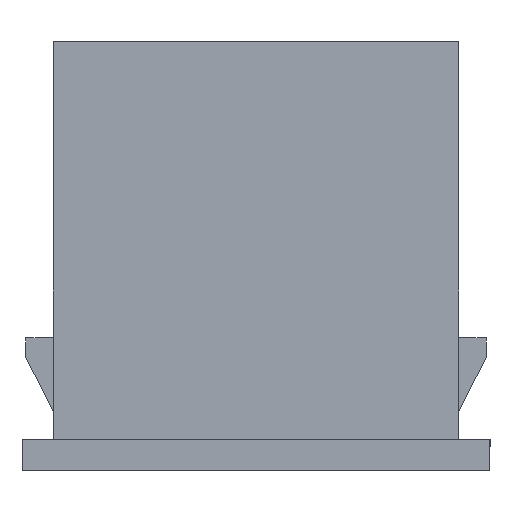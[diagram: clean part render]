
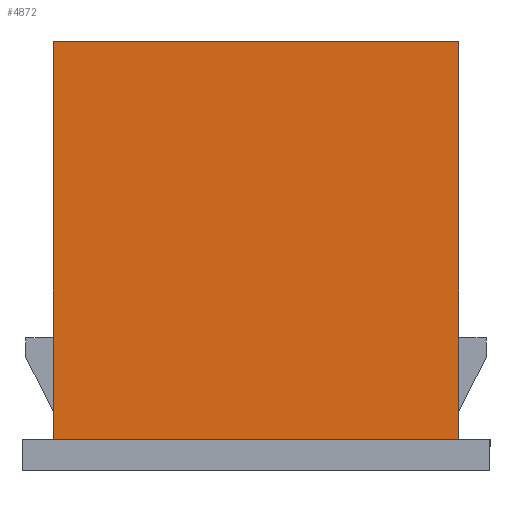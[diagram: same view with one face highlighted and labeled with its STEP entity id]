
A CAD part, front view. The second image highlights one B-rep face of the part: STEP entity #4872.
In plain terms, the highlighted planar face has unit normal (0, -1, 0).
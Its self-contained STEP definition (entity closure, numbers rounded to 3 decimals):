
#1724 = DIRECTION ( 'NONE',  ( 1., 0., 0. ) ) ;
#1725 = VECTOR ( 'NONE', #1724, 1000. ) ;
#1726 = CARTESIAN_POINT ( 'NONE',  ( 0., 0., -10.2 ) ) ;
#1727 = LINE ( 'NONE', #1726, #1725 ) ;
#1756 = DIRECTION ( 'NONE',  ( -1., 0., 0. ) ) ;
#1757 = VECTOR ( 'NONE', #1756, 1000. ) ;
#1758 = CARTESIAN_POINT ( 'NONE',  ( 0., 0., 0. ) ) ;
#1759 = DIRECTION ( 'NONE',  ( 1., 0., 0. ) ) ;
#1760 = DIRECTION ( 'NONE',  ( 0., 1., 0. ) ) ;
#1761 = CARTESIAN_POINT ( 'NONE',  ( 0., 0., 0. ) ) ;
#1762 = AXIS2_PLACEMENT_3D ( 'NONE', #1761, #1760, #1759 ) ;
#1763 = PLANE ( 'NONE',  #1762 ) ;
#1764 = LINE ( 'NONE', #1758, #1757 ) ;
#1765 = FACE_OUTER_BOUND ( 'NONE', #4847, .T. ) ;
#2347 = EDGE_CURVE ( 'NONE', #2438, #2348, #4124, .T. ) ;
#2348 = VERTEX_POINT ( 'NONE', #4120 ) ;
#2438 = VERTEX_POINT ( 'NONE', #4285 ) ;
#2444 = EDGE_CURVE ( 'NONE', #2456, #2454, #4339, .T. ) ;
#2454 = VERTEX_POINT ( 'NONE', #4321 ) ;
#2456 = VERTEX_POINT ( 'NONE', #4320 ) ;
#4120 = CARTESIAN_POINT ( 'NONE',  ( 0., 0., -10.2 ) ) ;
#4121 = DIRECTION ( 'NONE',  ( 0., 0., -1. ) ) ;
#4122 = VECTOR ( 'NONE', #4121, 1000. ) ;
#4123 = CARTESIAN_POINT ( 'NONE',  ( 0., 0., 0. ) ) ;
#4124 = LINE ( 'NONE', #4123, #4122 ) ;
#4285 = CARTESIAN_POINT ( 'NONE',  ( 0., 0., 0. ) ) ;
#4320 = CARTESIAN_POINT ( 'NONE',  ( -10.4, 0., 0. ) ) ;
#4321 = CARTESIAN_POINT ( 'NONE',  ( -10.4, 0., -10.2 ) ) ;
#4336 = DIRECTION ( 'NONE',  ( 0., 0., -1. ) ) ;
#4337 = VECTOR ( 'NONE', #4336, 1000. ) ;
#4338 = CARTESIAN_POINT ( 'NONE',  ( -10.4, 0., 0. ) ) ;
#4339 = LINE ( 'NONE', #4338, #4337 ) ;
#4842 = ORIENTED_EDGE ( 'NONE', *, *, #4857, .T. ) ;
#4846 = ORIENTED_EDGE ( 'NONE', *, *, #2444, .T. ) ;
#4847 = EDGE_LOOP ( 'NONE', ( #4846, #4842, #4855, #4852 ) ) ;
#4852 = ORIENTED_EDGE ( 'NONE', *, *, #4876, .T. ) ;
#4855 = ORIENTED_EDGE ( 'NONE', *, *, #2347, .F. ) ;
#4857 = EDGE_CURVE ( 'NONE', #2454, #2348, #1727, .T. ) ;
#4872 = ADVANCED_FACE ( 'NONE', ( #1765 ), #1763, .F. ) ;
#4876 = EDGE_CURVE ( 'NONE', #2438, #2456, #1764, .T. ) ;
